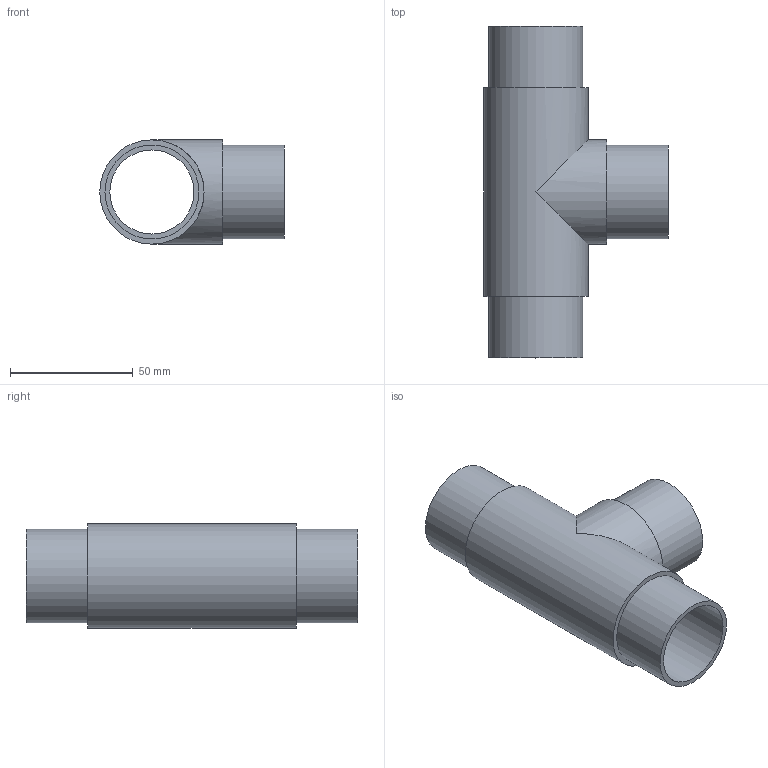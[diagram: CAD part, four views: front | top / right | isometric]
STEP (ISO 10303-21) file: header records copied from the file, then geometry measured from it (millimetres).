
FILE_DESCRIPTION(/* description */ (''),/* implementation_level */ '2;1');
FILE_NAME(/* name */ '41917.ipt.step',/* time_stamp */ '2022-07-18T12:57:57+02:00',/* author */ ('Abt. Technik'),/* organization */ (''),/* preprocessor_version */ 'ST-DEVELOPER v18.1',/* originating_system */ 'Autodesk Inventor 2022',/* authorisation */ '');
FILE_SCHEMA (('AUTOMOTIVE_DESIGN { 1 0 10303 214 3 1 1 }'));
Length unit declared in the file: millimetre
Products named in the file (1): 41917
Bounding box: 75 x 135 x 42.4 mm (x, y, z)
Volume: 40848.8 mm3; surface area: 41520.5 mm2
Topology: 1 solids, 1 shells, 19 faces, 38 edges, 26 vertices
Faces by surface type: cylinder 10, plane 9
Full cylindrical faces by diameter (mm): 34.2 x3, 38.2 x3, 38.4 x2, 42.4 x2
Entity records: 565 total; most frequent: DIRECTION 104, CARTESIAN_POINT 84, ORIENTED_EDGE 76, AXIS2_PLACEMENT_3D 46, EDGE_CURVE 38, EDGE_LOOP 28, VERTEX_POINT 26, FACE_OUTER_BOUND 19
